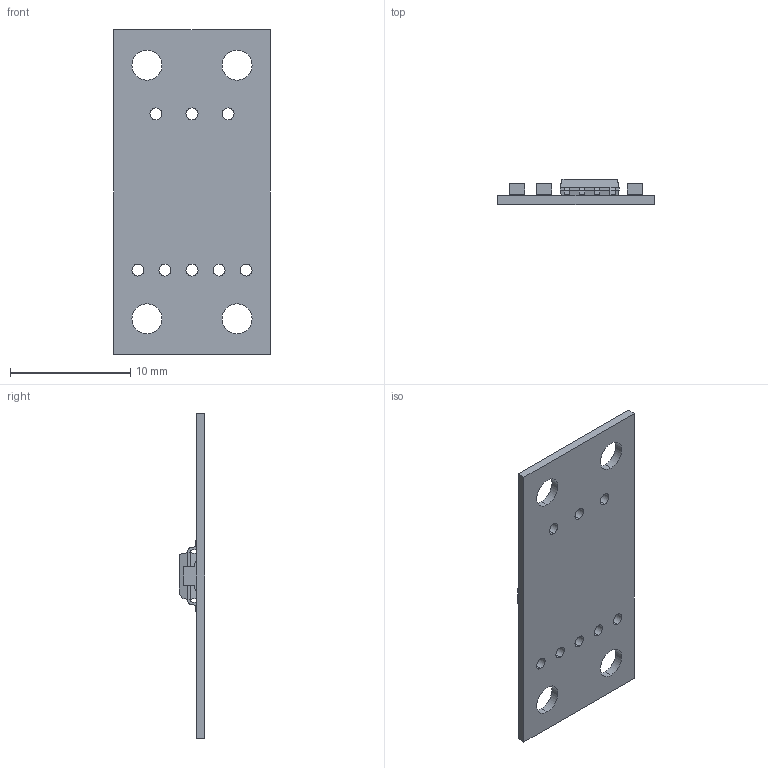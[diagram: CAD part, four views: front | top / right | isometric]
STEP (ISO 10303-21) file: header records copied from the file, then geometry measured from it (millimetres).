
FILE_DESCRIPTION (( 'STEP AP214' ), '1' );
FILE_NAME ('X9C103S.STEP', '2024-01-09T12:29:32', ( '' ), ( '' ), 'SwSTEP 2.0', 'SolidWorks 2022', '' );
FILE_SCHEMA (( 'AUTOMOTIVE_DESIGN' ));
Length unit declared in the file: millimetre
Products named in the file (1): X9C103S
Bounding box: 13 x 2.12 x 27 mm (x, y, z)
Surface area: 815.1 mm2 (no closed solid volume)
Topology: 0 solids, 2 shells, 170 faces, 513 edges, 350 vertices
Faces by surface type: plane 106, cylinder 62, cone 2
Entity records: 7685 total; most frequent: CARTESIAN_POINT 1034, DIRECTION 1015, ORIENTED_EDGE 926, EDGE_CURVE 513, LINE 353, VECTOR 353, VERTEX_POINT 350, AXIS2_PLACEMENT_3D 331
